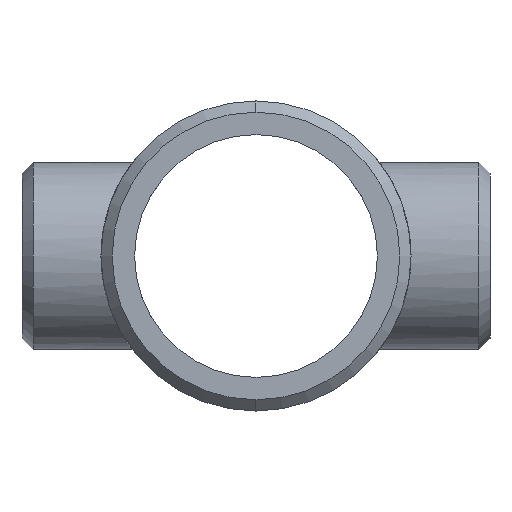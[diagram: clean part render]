
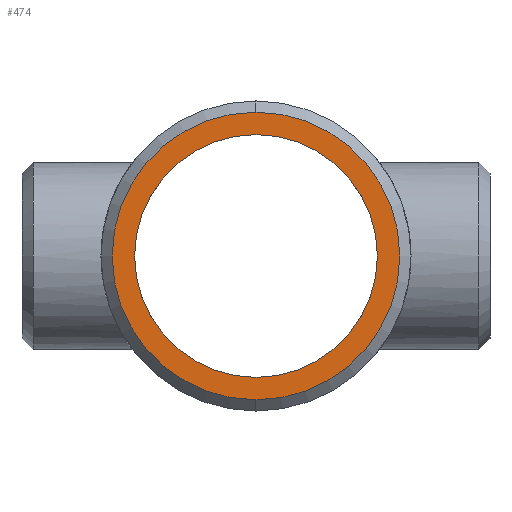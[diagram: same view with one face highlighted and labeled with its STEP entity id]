
A CAD part, left-side view. The second image highlights one B-rep face of the part: STEP entity #474.
In plain terms, the highlighted planar face has unit normal (-1, 0, 0).
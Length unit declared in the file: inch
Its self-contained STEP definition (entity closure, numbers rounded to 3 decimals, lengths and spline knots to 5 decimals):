
#41 = ORIENTED_EDGE ( 'NONE', *, *, #944, .T. ) ;
#51 = ORIENTED_EDGE ( 'NONE', *, *, #476, .T. ) ;
#65 = CARTESIAN_POINT ( 'NONE',  ( -5.62, 0., 0. ) ) ;
#77 = ORIENTED_EDGE ( 'NONE', *, *, #1131, .T. ) ;
#85 = CIRCLE ( 'NONE', #245, 3.07283 ) ;
#88 = AXIS2_PLACEMENT_3D ( 'NONE', #799, #712, #698 ) ;
#212 = DIRECTION ( 'NONE',  ( -1., 0., 0. ) ) ;
#234 = CARTESIAN_POINT ( 'NONE',  ( -5.62, 0., 0. ) ) ;
#241 = CARTESIAN_POINT ( 'NONE',  ( -5.62, 0., -3.07283 ) ) ;
#245 = AXIS2_PLACEMENT_3D ( 'NONE', #1017, #525, #920 ) ;
#288 = DIRECTION ( 'NONE',  ( 1., 0., 0. ) ) ;
#293 = CIRCLE ( 'NONE', #88, 2.5935 ) ;
#297 = VERTEX_POINT ( 'NONE', #956 ) ;
#320 = FACE_OUTER_BOUND ( 'NONE', #1060, .T. ) ;
#372 = CARTESIAN_POINT ( 'NONE',  ( -5.62, 0., 0. ) ) ;
#459 = DIRECTION ( 'NONE',  ( 0., 0., 1. ) ) ;
#470 = DIRECTION ( 'NONE',  ( 0., 0., 1. ) ) ;
#474 = ADVANCED_FACE ( 'NONE', ( #320, #714 ), #912, .T. ) ;
#476 = EDGE_CURVE ( 'NONE', #1070, #819, #85, .T. ) ;
#525 = DIRECTION ( 'NONE',  ( -1., 0., 0. ) ) ;
#612 = CARTESIAN_POINT ( 'NONE',  ( -5.62, 0., 2.5935 ) ) ;
#623 = DIRECTION ( 'NONE',  ( 0., 0., -1. ) ) ;
#698 = DIRECTION ( 'NONE',  ( 0., 0., 1. ) ) ;
#712 = DIRECTION ( 'NONE',  ( 1., 0., 0. ) ) ;
#714 = FACE_BOUND ( 'NONE', #1187, .T. ) ;
#753 = CARTESIAN_POINT ( 'NONE',  ( -5.62, 0., 3.07283 ) ) ;
#756 = DIRECTION ( 'NONE',  ( -1., 0., 0. ) ) ;
#789 = AXIS2_PLACEMENT_3D ( 'NONE', #65, #288, #470 ) ;
#799 = CARTESIAN_POINT ( 'NONE',  ( -5.62, 0., 0. ) ) ;
#805 = CIRCLE ( 'NONE', #1199, 3.07283 ) ;
#819 = VERTEX_POINT ( 'NONE', #241 ) ;
#831 = CIRCLE ( 'NONE', #789, 2.5935 ) ;
#852 = ORIENTED_EDGE ( 'NONE', *, *, #1165, .T. ) ;
#912 = PLANE ( 'NONE',  #987 ) ;
#920 = DIRECTION ( 'NONE',  ( 0., 0., 1. ) ) ;
#944 = EDGE_CURVE ( 'NONE', #1256, #297, #293, .T. ) ;
#956 = CARTESIAN_POINT ( 'NONE',  ( -5.62, 0., -2.5935 ) ) ;
#987 = AXIS2_PLACEMENT_3D ( 'NONE', #234, #212, #623 ) ;
#1017 = CARTESIAN_POINT ( 'NONE',  ( -5.62, 0., 0. ) ) ;
#1060 = EDGE_LOOP ( 'NONE', ( #77, #51 ) ) ;
#1070 = VERTEX_POINT ( 'NONE', #753 ) ;
#1131 = EDGE_CURVE ( 'NONE', #819, #1070, #805, .T. ) ;
#1165 = EDGE_CURVE ( 'NONE', #297, #1256, #831, .T. ) ;
#1187 = EDGE_LOOP ( 'NONE', ( #41, #852 ) ) ;
#1199 = AXIS2_PLACEMENT_3D ( 'NONE', #372, #756, #459 ) ;
#1256 = VERTEX_POINT ( 'NONE', #612 ) ;
